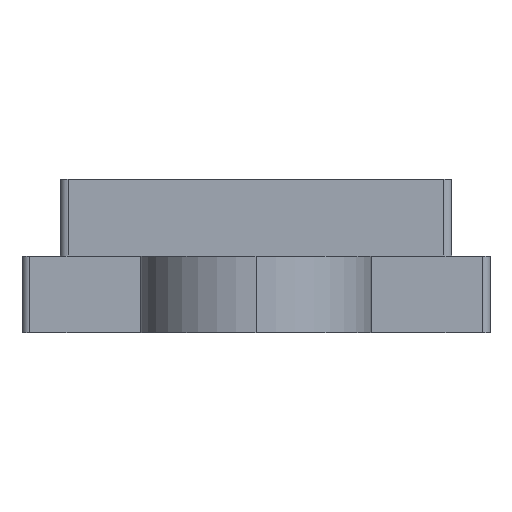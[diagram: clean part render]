
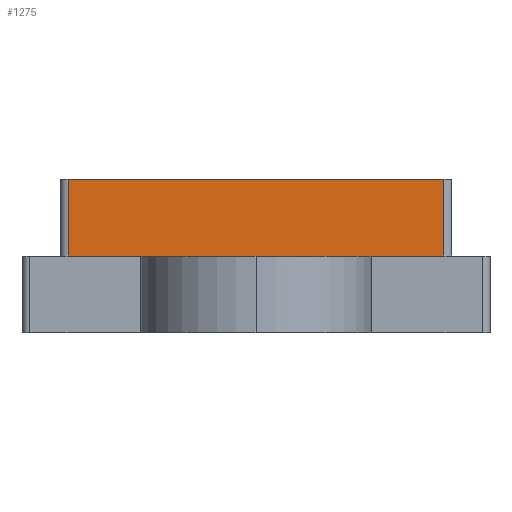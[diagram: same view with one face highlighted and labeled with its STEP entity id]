
A CAD part, left-side view. The second image highlights one B-rep face of the part: STEP entity #1275.
In plain terms, the highlighted planar face has unit normal (-1, 0, 0).
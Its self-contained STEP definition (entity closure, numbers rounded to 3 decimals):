
#23 = CARTESIAN_POINT ( 'NONE',  ( -40.5, -24.534, 10. ) ) ;
#104 = EDGE_CURVE ( 'NONE', #1299, #1105, #1385, .T. ) ;
#129 = EDGE_CURVE ( 'NONE', #627, #804, #860, .T. ) ;
#136 = DIRECTION ( 'NONE',  ( 0., 0., -1. ) ) ;
#196 = CARTESIAN_POINT ( 'NONE',  ( -40.5, -24.534, 20. ) ) ;
#210 = ORIENTED_EDGE ( 'NONE', *, *, #129, .F. ) ;
#293 = CARTESIAN_POINT ( 'NONE',  ( -40.5, 24.466, 10. ) ) ;
#377 = DIRECTION ( 'NONE',  ( 0., 0., -1. ) ) ;
#426 = CARTESIAN_POINT ( 'NONE',  ( -40.5, -24.534, 20. ) ) ;
#465 = VECTOR ( 'NONE', #377, 1000. ) ;
#615 = VECTOR ( 'NONE', #1535, 1000. ) ;
#618 = EDGE_CURVE ( 'NONE', #1299, #627, #1277, .T. ) ;
#627 = VERTEX_POINT ( 'NONE', #426 ) ;
#730 = DIRECTION ( 'NONE',  ( 0., -1., 0. ) ) ;
#774 = CARTESIAN_POINT ( 'NONE',  ( -40.5, -24.534, 20. ) ) ;
#775 = VECTOR ( 'NONE', #136, 1000. ) ;
#804 = VERTEX_POINT ( 'NONE', #929 ) ;
#823 = DIRECTION ( 'NONE',  ( 1., 0., 0. ) ) ;
#852 = ORIENTED_EDGE ( 'NONE', *, *, #959, .T. ) ;
#860 = LINE ( 'NONE', #1232, #775 ) ;
#861 = ORIENTED_EDGE ( 'NONE', *, *, #104, .T. ) ;
#898 = VECTOR ( 'NONE', #730, 1000. ) ;
#929 = CARTESIAN_POINT ( 'NONE',  ( -40.5, -24.534, 10. ) ) ;
#959 = EDGE_CURVE ( 'NONE', #1105, #804, #1239, .T. ) ;
#1051 = AXIS2_PLACEMENT_3D ( 'NONE', #196, #823, #1324 ) ;
#1105 = VERTEX_POINT ( 'NONE', #293 ) ;
#1108 = CARTESIAN_POINT ( 'NONE',  ( -40.5, 24.466, 20. ) ) ;
#1232 = CARTESIAN_POINT ( 'NONE',  ( -40.5, -24.534, 20. ) ) ;
#1239 = LINE ( 'NONE', #23, #898 ) ;
#1246 = EDGE_LOOP ( 'NONE', ( #852, #210, #1469, #861 ) ) ;
#1275 = ADVANCED_FACE ( 'NONE', ( #1442 ), #1316, .F. ) ;
#1277 = LINE ( 'NONE', #774, #615 ) ;
#1299 = VERTEX_POINT ( 'NONE', #1108 ) ;
#1316 = PLANE ( 'NONE',  #1051 ) ;
#1324 = DIRECTION ( 'NONE',  ( 0., 0., -1. ) ) ;
#1385 = LINE ( 'NONE', #1513, #465 ) ;
#1442 = FACE_OUTER_BOUND ( 'NONE', #1246, .T. ) ;
#1469 = ORIENTED_EDGE ( 'NONE', *, *, #618, .F. ) ;
#1513 = CARTESIAN_POINT ( 'NONE',  ( -40.5, 24.466, 20. ) ) ;
#1535 = DIRECTION ( 'NONE',  ( 0., -1., 0. ) ) ;
